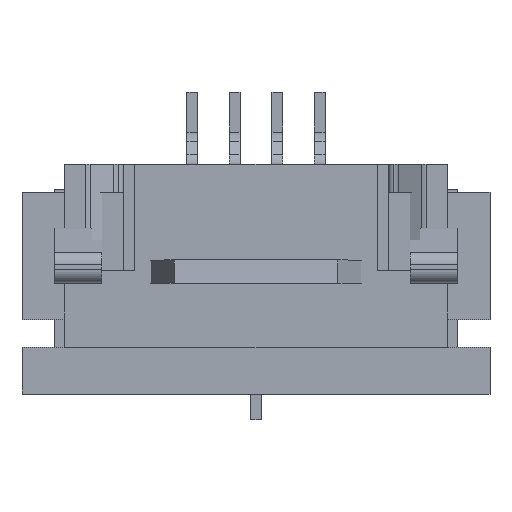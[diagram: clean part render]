
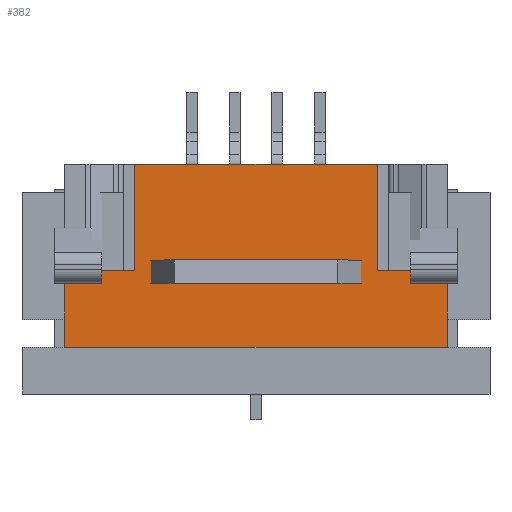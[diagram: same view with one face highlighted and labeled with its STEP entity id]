
A CAD part, top view. The second image highlights one B-rep face of the part: STEP entity #382.
In plain terms, the highlighted planar face has unit normal (0, 0, 1).
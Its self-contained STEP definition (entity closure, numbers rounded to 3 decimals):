
#382 = ADVANCED_FACE( '', ( #847 ), #848, .F. );
#847 = FACE_OUTER_BOUND( '', #1417, .T. );
#848 = PLANE( '', #1418 );
#1417 = EDGE_LOOP( '', ( #2107, #2108, #2109, #2110, #2111, #2112, #2113, #2114 ) );
#1418 = AXIS2_PLACEMENT_3D( '', #2115, #2116, #2117 );
#2107 = ORIENTED_EDGE( '', *, *, #4364, .T. );
#2108 = ORIENTED_EDGE( '', *, *, #4365, .F. );
#2109 = ORIENTED_EDGE( '', *, *, #4366, .T. );
#2110 = ORIENTED_EDGE( '', *, *, #4367, .F. );
#2111 = ORIENTED_EDGE( '', *, *, #4368, .F. );
#2112 = ORIENTED_EDGE( '', *, *, #4369, .F. );
#2113 = ORIENTED_EDGE( '', *, *, #4338, .F. );
#2114 = ORIENTED_EDGE( '', *, *, #4362, .T. );
#2115 = CARTESIAN_POINT( '', ( 4.5, -2.15, 1.5 ) );
#2116 = DIRECTION( '', ( 0., 0., -1. ) );
#2117 = DIRECTION( '', ( -1., 0., 0. ) );
#4338 = EDGE_CURVE( '', #5158, #5160, #5161, .T. );
#4362 = EDGE_CURVE( '', #5158, #5202, #5204, .T. );
#4364 = EDGE_CURVE( '', #5202, #5206, #5207, .T. );
#4365 = EDGE_CURVE( '', #5208, #5206, #5209, .T. );
#4366 = EDGE_CURVE( '', #5208, #5210, #5211, .T. );
#4367 = EDGE_CURVE( '', #5212, #5210, #5213, .T. );
#4368 = EDGE_CURVE( '', #5214, #5212, #5215, .T. );
#4369 = EDGE_CURVE( '', #5160, #5214, #5216, .T. );
#5158 = VERTEX_POINT( '', #6345 );
#5160 = VERTEX_POINT( '', #6348 );
#5161 = LINE( '', #6349, #6350 );
#5202 = VERTEX_POINT( '', #6408 );
#5204 = LINE( '', #6411, #6412 );
#5206 = VERTEX_POINT( '', #6415 );
#5207 = LINE( '', #6416, #6417 );
#5208 = VERTEX_POINT( '', #6418 );
#5209 = LINE( '', #6419, #6420 );
#5210 = VERTEX_POINT( '', #6421 );
#5211 = LINE( '', #6422, #6423 );
#5212 = VERTEX_POINT( '', #6424 );
#5213 = LINE( '', #6425, #6426 );
#5214 = VERTEX_POINT( '', #6427 );
#5215 = LINE( '', #6428, #6429 );
#5216 = LINE( '', #6430, #6431 );
#6345 = CARTESIAN_POINT( '', ( 4.5, -2.15, 1.5 ) );
#6348 = CARTESIAN_POINT( '', ( -4.5, -2.15, 1.5 ) );
#6349 = CARTESIAN_POINT( '', ( 4.5, -2.15, 1.5 ) );
#6350 = VECTOR( '', #7981, 1000. );
#6408 = CARTESIAN_POINT( '', ( 4.5, -0.35, 1.5 ) );
#6411 = CARTESIAN_POINT( '', ( 4.5, -2.15, 1.5 ) );
#6412 = VECTOR( '', #8015, 1000. );
#6415 = CARTESIAN_POINT( '', ( 2.85, -0.35, 1.5 ) );
#6416 = CARTESIAN_POINT( '', ( 2.85, -0.35, 1.5 ) );
#6417 = VECTOR( '', #8017, 1000. );
#6418 = CARTESIAN_POINT( '', ( 2.85, 2.15, 1.5 ) );
#6419 = CARTESIAN_POINT( '', ( 2.85, 10.566, 1.5 ) );
#6420 = VECTOR( '', #8018, 1000. );
#6421 = CARTESIAN_POINT( '', ( -2.85, 2.15, 1.5 ) );
#6422 = CARTESIAN_POINT( '', ( 4.5, 2.15, 1.5 ) );
#6423 = VECTOR( '', #8019, 1000. );
#6424 = CARTESIAN_POINT( '', ( -2.85, -0.35, 1.5 ) );
#6425 = CARTESIAN_POINT( '', ( -2.85, -2.15, 1.5 ) );
#6426 = VECTOR( '', #8020, 1000. );
#6427 = CARTESIAN_POINT( '', ( -4.5, -0.35, 1.5 ) );
#6428 = CARTESIAN_POINT( '', ( -2.85, -0.35, 1.5 ) );
#6429 = VECTOR( '', #8021, 1000. );
#6430 = CARTESIAN_POINT( '', ( -4.5, -2.15, 1.5 ) );
#6431 = VECTOR( '', #8022, 1000. );
#7981 = DIRECTION( '', ( -1., 0., 0. ) );
#8015 = DIRECTION( '', ( 0., 1., 0. ) );
#8017 = DIRECTION( '', ( -1., 0., 0. ) );
#8018 = DIRECTION( '', ( 0., -1., 0. ) );
#8019 = DIRECTION( '', ( -1., 0., 0. ) );
#8020 = DIRECTION( '', ( 0., 1., 0. ) );
#8021 = DIRECTION( '', ( 1., 0., 0. ) );
#8022 = DIRECTION( '', ( 0., 1., 0. ) );
